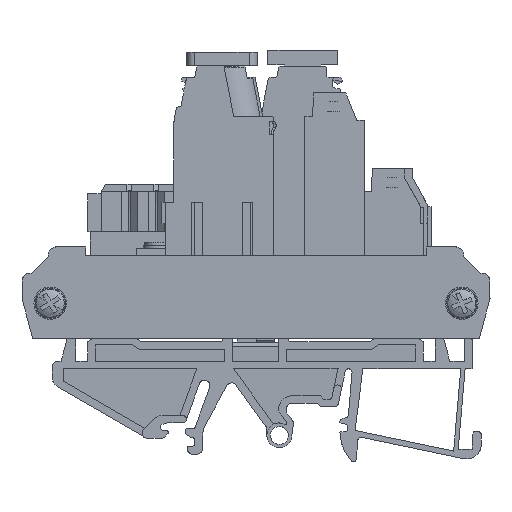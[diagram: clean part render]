
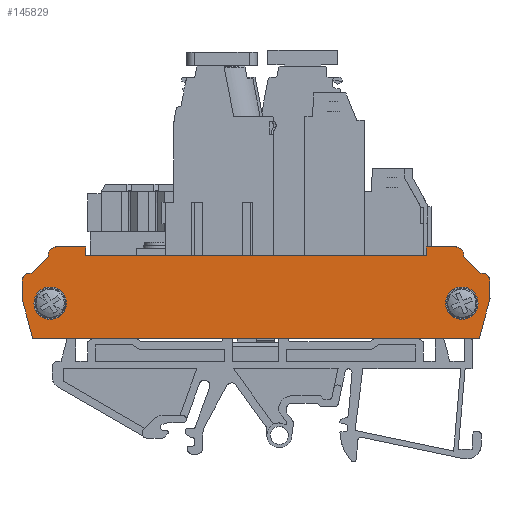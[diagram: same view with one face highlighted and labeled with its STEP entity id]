
A CAD part, left-side view. The second image highlights one B-rep face of the part: STEP entity #145829.
In plain terms, the highlighted planar face has unit normal (-1, 0, 0).
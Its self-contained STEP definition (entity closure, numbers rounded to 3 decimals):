
#91240=AXIS2_PLACEMENT_3D('Circle Axis2P3D',#91238,#91239,$) ;
#91272=AXIS2_PLACEMENT_3D('Circle Axis2P3D',#91270,#91271,$) ;
#93224=AXIS2_PLACEMENT_3D('Circle Axis2P3D',#93222,#93223,$) ;
#93260=AXIS2_PLACEMENT_3D('Circle Axis2P3D',#93258,#93259,$) ;
#119075=AXIS2_PLACEMENT_3D('Circle Axis2P3D',#119073,#119074,$) ;
#119105=AXIS2_PLACEMENT_3D('Circle Axis2P3D',#119103,#119104,$) ;
#119139=AXIS2_PLACEMENT_3D('Circle Axis2P3D',#119137,#119138,$) ;
#119164=AXIS2_PLACEMENT_3D('Circle Axis2P3D',#119162,#119163,$) ;
#145758=AXIS2_PLACEMENT_3D('Plane Axis2P3D',#145755,#145756,#145757) ;
#91235=CARTESIAN_POINT('Vertex',(0.,6.37,39.652)) ;
#91238=CARTESIAN_POINT('Axis2P3D Location',(0.,6.37,38.152)) ;
#91242=CARTESIAN_POINT('Vertex',(0.,4.87,38.152)) ;
#91267=CARTESIAN_POINT('Vertex',(0.,1.723,34.775)) ;
#91270=CARTESIAN_POINT('Axis2P3D Location',(0.,1.5,33.292)) ;
#91274=CARTESIAN_POINT('Vertex',(0.,0.,33.292)) ;
#93219=CARTESIAN_POINT('Vertex',(0.,86.4,33.292)) ;
#93222=CARTESIAN_POINT('Axis2P3D Location',(0.,84.9,33.292)) ;
#93226=CARTESIAN_POINT('Vertex',(0.,84.677,34.775)) ;
#93255=CARTESIAN_POINT('Vertex',(0.,81.53,38.152)) ;
#93258=CARTESIAN_POINT('Axis2P3D Location',(0.,80.03,38.152)) ;
#93262=CARTESIAN_POINT('Vertex',(0.,80.03,39.652)) ;
#119070=CARTESIAN_POINT('Vertex',(0.,8.2,29.252)) ;
#119073=CARTESIAN_POINT('Axis2P3D Location',(0.,5.2,29.252)) ;
#119077=CARTESIAN_POINT('Vertex',(0.,2.2,29.252)) ;
#119103=CARTESIAN_POINT('Axis2P3D Location',(0.,5.2,29.252)) ;
#119134=CARTESIAN_POINT('Vertex',(0.,84.2,29.252)) ;
#119137=CARTESIAN_POINT('Axis2P3D Location',(0.,81.2,29.252)) ;
#119141=CARTESIAN_POINT('Vertex',(0.,78.2,29.252)) ;
#119162=CARTESIAN_POINT('Axis2P3D Location',(0.,81.2,29.252)) ;
#144545=CARTESIAN_POINT('Vertex',(0.,81.53,37.922)) ;
#144548=CARTESIAN_POINT('Line Origine',(0.,81.53,38.037)) ;
#144571=CARTESIAN_POINT('Line Origine',(0.,83.103,36.349)) ;
#144600=CARTESIAN_POINT('Vertex',(0.,86.4,30.084)) ;
#144603=CARTESIAN_POINT('Line Origine',(0.,86.4,31.688)) ;
#144632=CARTESIAN_POINT('Vertex',(0.,84.435,22.752)) ;
#144635=CARTESIAN_POINT('Line Origine',(0.,85.418,26.418)) ;
#145388=CARTESIAN_POINT('Vertex',(0.,11.8,38.052)) ;
#145393=CARTESIAN_POINT('Line Origine',(0.,11.8,38.852)) ;
#145397=CARTESIAN_POINT('Vertex',(0.,11.8,39.652)) ;
#145424=CARTESIAN_POINT('Vertex',(0.,74.6,38.052)) ;
#145429=CARTESIAN_POINT('Line Origine',(0.,43.2,38.052)) ;
#145451=CARTESIAN_POINT('Vertex',(0.,74.6,39.652)) ;
#145456=CARTESIAN_POINT('Line Origine',(0.,74.6,38.852)) ;
#145755=CARTESIAN_POINT('Axis2P3D Location',(0.,1.5,33.292)) ;
#145760=CARTESIAN_POINT('Line Origine',(0.,3.297,36.349)) ;
#145764=CARTESIAN_POINT('Vertex',(0.,4.87,37.922)) ;
#145767=CARTESIAN_POINT('Line Origine',(0.,4.87,38.037)) ;
#145772=CARTESIAN_POINT('Line Origine',(0.,9.085,39.652)) ;
#145777=CARTESIAN_POINT('Line Origine',(0.,77.315,39.652)) ;
#145782=CARTESIAN_POINT('Line Origine',(0.,43.2,22.752)) ;
#145786=CARTESIAN_POINT('Vertex',(0.,1.965,22.752)) ;
#145789=CARTESIAN_POINT('Line Origine',(0.,0.982,26.418)) ;
#145793=CARTESIAN_POINT('Vertex',(0.,0.,30.084)) ;
#145796=CARTESIAN_POINT('Line Origine',(0.,0.,31.688)) ;
#91239=DIRECTION('Axis2P3D Direction',(1.,0.,0.)) ;
#91271=DIRECTION('Axis2P3D Direction',(1.,0.,0.)) ;
#93223=DIRECTION('Axis2P3D Direction',(-1.,-0.,0.)) ;
#93259=DIRECTION('Axis2P3D Direction',(-1.,-0.,0.)) ;
#119074=DIRECTION('Axis2P3D Direction',(-1.,0.,0.)) ;
#119104=DIRECTION('Axis2P3D Direction',(-1.,0.,0.)) ;
#119138=DIRECTION('Axis2P3D Direction',(-1.,0.,0.)) ;
#119163=DIRECTION('Axis2P3D Direction',(-1.,0.,0.)) ;
#144549=DIRECTION('Vector Direction',(0.,0.,-1.)) ;
#144572=DIRECTION('Vector Direction',(0.,-0.707,0.707)) ;
#144604=DIRECTION('Vector Direction',(0.,0.,1.)) ;
#144636=DIRECTION('Vector Direction',(0.,0.259,0.966)) ;
#145394=DIRECTION('Vector Direction',(0.,0.,1.)) ;
#145430=DIRECTION('Vector Direction',(0.,-1.,0.)) ;
#145457=DIRECTION('Vector Direction',(0.,0.,-1.)) ;
#145756=DIRECTION('Axis2P3D Direction',(1.,0.,0.)) ;
#145757=DIRECTION('Axis2P3D XDirection',(0.,1.,0.)) ;
#145761=DIRECTION('Vector Direction',(0.,-0.707,-0.707)) ;
#145768=DIRECTION('Vector Direction',(0.,0.,1.)) ;
#145773=DIRECTION('Vector Direction',(0.,-1.,0.)) ;
#145778=DIRECTION('Vector Direction',(0.,-1.,0.)) ;
#145783=DIRECTION('Vector Direction',(0.,1.,0.)) ;
#145790=DIRECTION('Vector Direction',(0.,0.259,-0.966)) ;
#145797=DIRECTION('Vector Direction',(0.,0.,-1.)) ;
#144550=VECTOR('Line Direction',#144549,1.) ;
#144573=VECTOR('Line Direction',#144572,1.) ;
#144605=VECTOR('Line Direction',#144604,1.) ;
#144637=VECTOR('Line Direction',#144636,1.) ;
#145395=VECTOR('Line Direction',#145394,1.) ;
#145431=VECTOR('Line Direction',#145430,1.) ;
#145458=VECTOR('Line Direction',#145457,1.) ;
#145762=VECTOR('Line Direction',#145761,1.) ;
#145769=VECTOR('Line Direction',#145768,1.) ;
#145774=VECTOR('Line Direction',#145773,1.) ;
#145779=VECTOR('Line Direction',#145778,1.) ;
#145784=VECTOR('Line Direction',#145783,1.) ;
#145791=VECTOR('Line Direction',#145790,1.) ;
#145798=VECTOR('Line Direction',#145797,1.) ;
#145802=ORIENTED_EDGE('',*,*,#145766,.F.) ;
#145803=ORIENTED_EDGE('',*,*,#145771,.T.) ;
#145804=ORIENTED_EDGE('',*,*,#91244,.F.) ;
#145805=ORIENTED_EDGE('',*,*,#145776,.F.) ;
#145806=ORIENTED_EDGE('',*,*,#145399,.F.) ;
#145807=ORIENTED_EDGE('',*,*,#145433,.F.) ;
#145808=ORIENTED_EDGE('',*,*,#145460,.F.) ;
#145809=ORIENTED_EDGE('',*,*,#145781,.F.) ;
#145810=ORIENTED_EDGE('',*,*,#93264,.F.) ;
#145811=ORIENTED_EDGE('',*,*,#144552,.T.) ;
#145812=ORIENTED_EDGE('',*,*,#144575,.F.) ;
#145813=ORIENTED_EDGE('',*,*,#93228,.F.) ;
#145814=ORIENTED_EDGE('',*,*,#144607,.F.) ;
#145815=ORIENTED_EDGE('',*,*,#144639,.F.) ;
#145816=ORIENTED_EDGE('',*,*,#145788,.F.) ;
#145817=ORIENTED_EDGE('',*,*,#145795,.F.) ;
#145818=ORIENTED_EDGE('',*,*,#145800,.F.) ;
#145819=ORIENTED_EDGE('',*,*,#91276,.F.) ;
#145822=ORIENTED_EDGE('',*,*,#119107,.F.) ;
#145823=ORIENTED_EDGE('',*,*,#119079,.F.) ;
#145826=ORIENTED_EDGE('',*,*,#119166,.F.) ;
#145827=ORIENTED_EDGE('',*,*,#119143,.F.) ;
#145824=FACE_BOUND('',#145821,.T.) ;
#145828=FACE_BOUND('',#145825,.T.) ;
#145829=ADVANCED_FACE('NONE',(#145820,#145824,#145828),#145759,.F.) ;
#91241=CIRCLE('generated circle',#91240,1.5) ;
#91273=CIRCLE('generated circle',#91272,1.5) ;
#93225=CIRCLE('generated circle',#93224,1.5) ;
#93261=CIRCLE('generated circle',#93260,1.5) ;
#119076=CIRCLE('generated circle',#119075,3.) ;
#119106=CIRCLE('generated circle',#119105,3.) ;
#119140=CIRCLE('generated circle',#119139,3.) ;
#119165=CIRCLE('generated circle',#119164,3.) ;
#91244=EDGE_CURVE('',#91236,#91243,#91241,.T.) ;
#91276=EDGE_CURVE('',#91268,#91275,#91273,.T.) ;
#93228=EDGE_CURVE('',#93220,#93227,#93225,.F.) ;
#93264=EDGE_CURVE('',#93256,#93263,#93261,.F.) ;
#119079=EDGE_CURVE('',#119071,#119078,#119076,.T.) ;
#119107=EDGE_CURVE('',#119078,#119071,#119106,.T.) ;
#119143=EDGE_CURVE('',#119135,#119142,#119140,.T.) ;
#119166=EDGE_CURVE('',#119142,#119135,#119165,.T.) ;
#144552=EDGE_CURVE('',#93256,#144546,#144551,.T.) ;
#144575=EDGE_CURVE('',#93227,#144546,#144574,.T.) ;
#144607=EDGE_CURVE('',#144601,#93220,#144606,.T.) ;
#144639=EDGE_CURVE('',#144633,#144601,#144638,.T.) ;
#145399=EDGE_CURVE('',#145389,#145398,#145396,.T.) ;
#145433=EDGE_CURVE('',#145425,#145389,#145432,.T.) ;
#145460=EDGE_CURVE('',#145452,#145425,#145459,.T.) ;
#145766=EDGE_CURVE('',#145765,#91268,#145763,.T.) ;
#145771=EDGE_CURVE('',#145765,#91243,#145770,.T.) ;
#145776=EDGE_CURVE('',#145398,#91236,#145775,.T.) ;
#145781=EDGE_CURVE('',#93263,#145452,#145780,.T.) ;
#145788=EDGE_CURVE('',#145787,#144633,#145785,.T.) ;
#145795=EDGE_CURVE('',#145794,#145787,#145792,.T.) ;
#145800=EDGE_CURVE('',#91275,#145794,#145799,.T.) ;
#145801=EDGE_LOOP('',(#145802,#145803,#145804,#145805,#145806,#145807,#145808,#145809,#145810,#145811,#145812,#145813,#145814,#145815,#145816,#145817,#145818,#145819)) ;
#145821=EDGE_LOOP('',(#145822,#145823)) ;
#145825=EDGE_LOOP('',(#145826,#145827)) ;
#145820=FACE_OUTER_BOUND('',#145801,.T.) ;
#144551=LINE('Line',#144548,#144550) ;
#144574=LINE('Line',#144571,#144573) ;
#144606=LINE('Line',#144603,#144605) ;
#144638=LINE('Line',#144635,#144637) ;
#145396=LINE('Line',#145393,#145395) ;
#145432=LINE('Line',#145429,#145431) ;
#145459=LINE('Line',#145456,#145458) ;
#145763=LINE('Line',#145760,#145762) ;
#145770=LINE('Line',#145767,#145769) ;
#145775=LINE('Line',#145772,#145774) ;
#145780=LINE('Line',#145777,#145779) ;
#145785=LINE('Line',#145782,#145784) ;
#145792=LINE('Line',#145789,#145791) ;
#145799=LINE('Line',#145796,#145798) ;
#145759=PLANE('',#145758) ;
#91236=VERTEX_POINT('',#91235) ;
#91243=VERTEX_POINT('',#91242) ;
#91268=VERTEX_POINT('',#91267) ;
#91275=VERTEX_POINT('',#91274) ;
#93220=VERTEX_POINT('',#93219) ;
#93227=VERTEX_POINT('',#93226) ;
#93256=VERTEX_POINT('',#93255) ;
#93263=VERTEX_POINT('',#93262) ;
#119071=VERTEX_POINT('',#119070) ;
#119078=VERTEX_POINT('',#119077) ;
#119135=VERTEX_POINT('',#119134) ;
#119142=VERTEX_POINT('',#119141) ;
#144546=VERTEX_POINT('',#144545) ;
#144601=VERTEX_POINT('',#144600) ;
#144633=VERTEX_POINT('',#144632) ;
#145389=VERTEX_POINT('',#145388) ;
#145398=VERTEX_POINT('',#145397) ;
#145425=VERTEX_POINT('',#145424) ;
#145452=VERTEX_POINT('',#145451) ;
#145765=VERTEX_POINT('',#145764) ;
#145787=VERTEX_POINT('',#145786) ;
#145794=VERTEX_POINT('',#145793) ;
